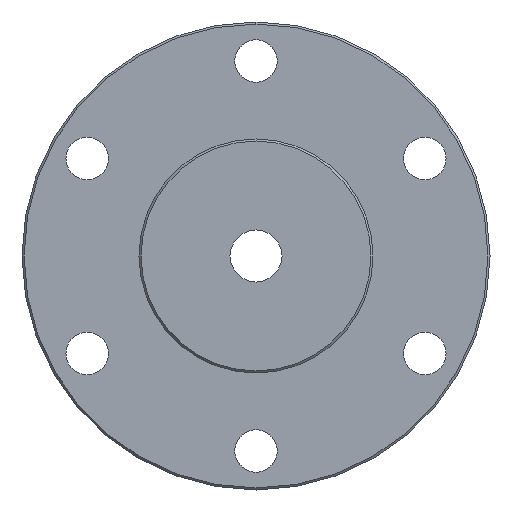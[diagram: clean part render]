
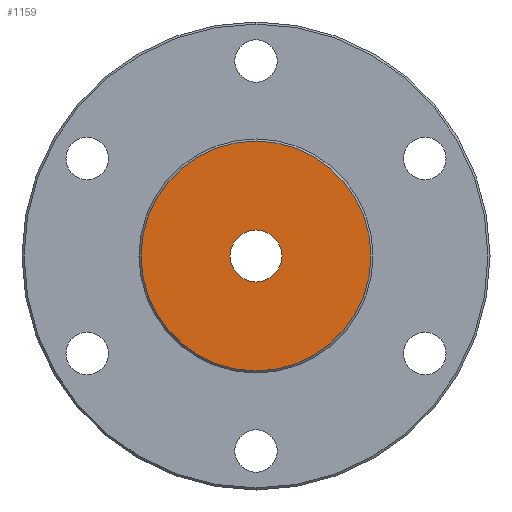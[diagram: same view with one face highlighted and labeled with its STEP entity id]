
A CAD part, left-side view. The second image highlights one B-rep face of the part: STEP entity #1159.
In plain terms, the highlighted planar face has unit normal (-1, 0, 0).
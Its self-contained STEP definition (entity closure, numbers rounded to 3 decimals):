
#48 = CIRCLE ( 'NONE', #557, 14.033 ) ;
#104 = ORIENTED_EDGE ( 'NONE', *, *, #639, .T. ) ;
#107 = ORIENTED_EDGE ( 'NONE', *, *, #558, .T. ) ;
#109 = ORIENTED_EDGE ( 'NONE', *, *, #643, .F. ) ;
#134 = ORIENTED_EDGE ( 'NONE', *, *, #601, .F. ) ;
#164 = DIRECTION ( 'NONE',  ( -1., 0., 0. ) ) ;
#165 = CARTESIAN_POINT ( 'NONE',  ( -17.607, 0., 0. ) ) ;
#184 = CARTESIAN_POINT ( 'NONE',  ( -17.607, 0., 0. ) ) ;
#188 = DIRECTION ( 'NONE',  ( 0., 0., 1. ) ) ;
#190 = DIRECTION ( 'NONE',  ( -1., 0., 0. ) ) ;
#197 = DIRECTION ( 'NONE',  ( 0., 0., 1. ) ) ;
#240 = DIRECTION ( 'NONE',  ( -1., 0., 0. ) ) ;
#241 = CARTESIAN_POINT ( 'NONE',  ( -17.607, 0., 0. ) ) ;
#242 = DIRECTION ( 'NONE',  ( 0., 0., 1. ) ) ;
#332 = CARTESIAN_POINT ( 'NONE',  ( -17.607, 0., 0. ) ) ;
#333 = DIRECTION ( 'NONE',  ( -1., 0., 0. ) ) ;
#334 = DIRECTION ( 'NONE',  ( 0., 0., 1. ) ) ;
#484 = AXIS2_PLACEMENT_3D ( 'NONE', #832, #834, #833 ) ;
#510 = AXIS2_PLACEMENT_3D ( 'NONE', #165, #164, #197 ) ;
#515 = AXIS2_PLACEMENT_3D ( 'NONE', #184, #190, #188 ) ;
#542 = AXIS2_PLACEMENT_3D ( 'NONE', #332, #333, #334 ) ;
#557 = AXIS2_PLACEMENT_3D ( 'NONE', #241, #240, #242 ) ;
#558 = EDGE_CURVE ( 'NONE', #1225, #1218, #48, .T. ) ;
#601 = EDGE_CURVE ( 'NONE', #1228, #1208, #897, .T. ) ;
#639 = EDGE_CURVE ( 'NONE', #1218, #1225, #867, .T. ) ;
#643 = EDGE_CURVE ( 'NONE', #1208, #1228, #878, .T. ) ;
#681 = CARTESIAN_POINT ( 'NONE',  ( -17.607, 0., 14.033 ) ) ;
#690 = CARTESIAN_POINT ( 'NONE',  ( -17.607, 0., -3.175 ) ) ;
#731 = CARTESIAN_POINT ( 'NONE',  ( -17.607, 0., 3.175 ) ) ;
#748 = CARTESIAN_POINT ( 'NONE',  ( -17.607, 0., -14.033 ) ) ;
#832 = CARTESIAN_POINT ( 'NONE',  ( -17.607, 28.575, 0. ) ) ;
#833 = DIRECTION ( 'NONE',  ( 0., 0., 1. ) ) ;
#834 = DIRECTION ( 'NONE',  ( -1., 0., 0. ) ) ;
#838 = PLANE ( 'NONE',  #484 ) ;
#867 = CIRCLE ( 'NONE', #515, 14.033 ) ;
#878 = CIRCLE ( 'NONE', #510, 3.175 ) ;
#897 = CIRCLE ( 'NONE', #542, 3.175 ) ;
#1048 = EDGE_LOOP ( 'NONE', ( #104, #107 ) ) ;
#1095 = EDGE_LOOP ( 'NONE', ( #109, #134 ) ) ;
#1122 = FACE_BOUND ( 'NONE', #1095, .T. ) ;
#1137 = FACE_OUTER_BOUND ( 'NONE', #1048, .T. ) ;
#1159 = ADVANCED_FACE ( 'NONE', ( #1137, #1122 ), #838, .T. ) ;
#1208 = VERTEX_POINT ( 'NONE', #731 ) ;
#1218 = VERTEX_POINT ( 'NONE', #748 ) ;
#1225 = VERTEX_POINT ( 'NONE', #681 ) ;
#1228 = VERTEX_POINT ( 'NONE', #690 ) ;
